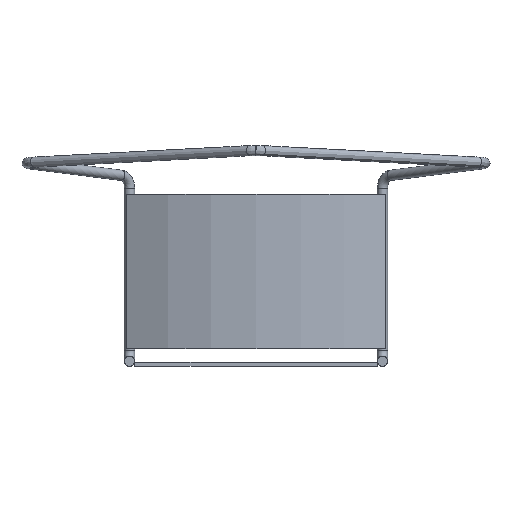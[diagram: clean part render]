
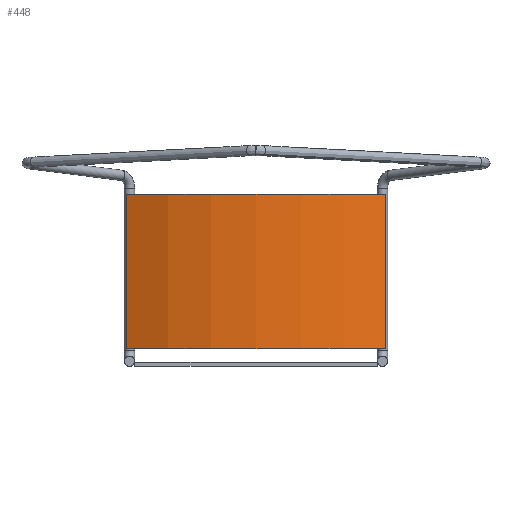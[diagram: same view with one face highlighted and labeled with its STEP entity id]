
A CAD part, top view. The second image highlights one B-rep face of the part: STEP entity #448.
In plain terms, the highlighted cylindrical face has radius 221.5 mm (diameter 443 mm), a partial arc.
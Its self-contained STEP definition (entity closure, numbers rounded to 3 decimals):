
#39=CYLINDRICAL_SURFACE('',#532,221.5);
#54=LINE('',#2359,#75);
#60=LINE('',#2375,#81);
#75=VECTOR('',#645,1000.);
#81=VECTOR('',#659,1000.);
#166=ORIENTED_EDGE('',*,*,#224,.F.);
#167=ORIENTED_EDGE('',*,*,#223,.F.);
#168=ORIENTED_EDGE('',*,*,#225,.T.);
#169=ORIENTED_EDGE('',*,*,#215,.T.);
#215=EDGE_CURVE('',#258,#256,#54,.T.);
#223=EDGE_CURVE('',#263,#262,#60,.T.);
#224=EDGE_CURVE('',#262,#256,#289,.T.);
#225=EDGE_CURVE('',#263,#258,#290,.T.);
#256=VERTEX_POINT('',#2357);
#258=VERTEX_POINT('',#2360);
#262=VERTEX_POINT('',#2372);
#263=VERTEX_POINT('',#2374);
#289=CIRCLE('',#533,221.5);
#290=CIRCLE('',#534,221.5);
#344=EDGE_LOOP('',(#166,#167,#168,#169));
#400=FACE_BOUND('',#344,.T.);
#448=ADVANCED_FACE('',(#400),#39,.T.);
#532=AXIS2_PLACEMENT_3D('',#2376,#660,#661);
#533=AXIS2_PLACEMENT_3D('',#2377,#662,#663);
#534=AXIS2_PLACEMENT_3D('',#2378,#664,#665);
#645=DIRECTION('',(0.,-1.,0.));
#659=DIRECTION('',(0.,-1.,0.));
#660=DIRECTION('',(0.,-1.,0.));
#661=DIRECTION('',(0.,0.,-1.));
#662=DIRECTION('',(0.,-1.,0.));
#663=DIRECTION('',(1.,0.,0.));
#664=DIRECTION('',(0.,-1.,0.));
#665=DIRECTION('',(1.,0.,0.));
#2357=CARTESIAN_POINT('',(-199.422,10.,-149.262));
#2359=CARTESIAN_POINT('',(-199.422,130.,-149.262));
#2360=CARTESIAN_POINT('',(-199.422,130.,-149.262));
#2372=CARTESIAN_POINT('',(2.363,10.,-149.467));
#2374=CARTESIAN_POINT('',(2.363,130.,-149.467));
#2375=CARTESIAN_POINT('',(2.363,130.,-149.467));
#2376=CARTESIAN_POINT('',(-98.73,130.,-346.552));
#2377=CARTESIAN_POINT('',(-98.73,10.,-346.552));
#2378=CARTESIAN_POINT('',(-98.73,130.,-346.552));
